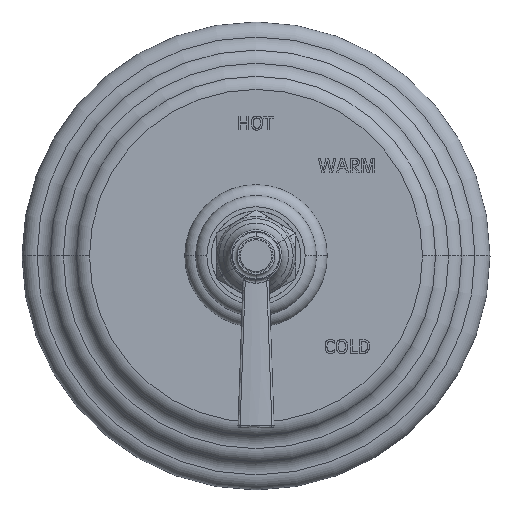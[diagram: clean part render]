
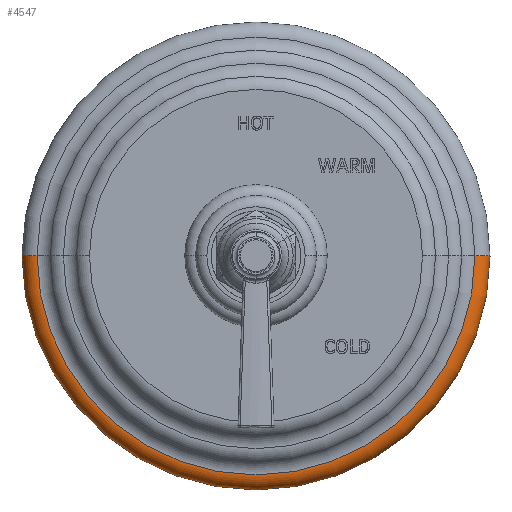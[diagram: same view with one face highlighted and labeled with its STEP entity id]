
A CAD part, top view. The second image highlights one B-rep face of the part: STEP entity #4547.
In plain terms, the highlighted toroidal (fillet/blend) face has major radius 92.075 mm and minor radius 6.35 mm.
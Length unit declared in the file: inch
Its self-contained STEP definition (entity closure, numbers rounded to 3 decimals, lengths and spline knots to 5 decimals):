
#2=CARTESIAN_POINT('',(0.,0.,0.));
#3=DIRECTION('',(0.,0.,-1.));
#4=DIRECTION('',(1.,0.,0.));
#5=AXIS2_PLACEMENT_3D('',#2,#3,#4);
#12=CARTESIAN_POINT('',(3.625,0.,0.));
#13=DIRECTION('',(0.,-1.,0.));
#14=DIRECTION('',(1.,0.,0.));
#15=AXIS2_PLACEMENT_3D('',#12,#13,#14);
#17=CARTESIAN_POINT('',(-3.625,0.,0.));
#18=DIRECTION('',(0.,1.,0.));
#19=DIRECTION('',(-1.,0.,0.));
#20=AXIS2_PLACEMENT_3D('',#17,#18,#19);
#37=CARTESIAN_POINT('',(0.,0.,0.25));
#38=DIRECTION('',(0.,0.,-1.));
#39=DIRECTION('',(1.,0.,0.));
#40=AXIS2_PLACEMENT_3D('',#37,#38,#39);
#3766=CARTESIAN_POINT('',(3.625,0.,0.25));
#3768=VERTEX_POINT('',#3766);
#3776=CARTESIAN_POINT('',(-3.625,0.,0.25));
#3778=VERTEX_POINT('',#3776);
#4350=CARTESIAN_POINT('',(3.875,0.,0.));
#4351=CARTESIAN_POINT('',(-3.875,0.,0.));
#4352=VERTEX_POINT('',#4350);
#4353=VERTEX_POINT('',#4351);
#4532=CARTESIAN_POINT('',(0.,0.,0.));
#4533=DIRECTION('',(0.,0.,-1.));
#4534=DIRECTION('',(-1.,0.,0.));
#4535=AXIS2_PLACEMENT_3D('',#4532,#4533,#4534);
#4536=TOROIDAL_SURFACE('',#4535,3.625,0.25);
#4538=ORIENTED_EDGE('',*,*,#4537,.T.);
#4540=ORIENTED_EDGE('',*,*,#4539,.T.);
#4542=ORIENTED_EDGE('',*,*,#4541,.F.);
#4544=ORIENTED_EDGE('',*,*,#4543,.F.);
#4545=EDGE_LOOP('',(#4538,#4540,#4542,#4544));
#4546=FACE_OUTER_BOUND('',#4545,.F.);
#4547=ADVANCED_FACE('',(#4546),#4536,.T.);
#6=CIRCLE('',#5,3.875);
#16=CIRCLE('',#15,0.25);
#21=CIRCLE('',#20,0.25);
#41=CIRCLE('',#40,3.625);
#4537=EDGE_CURVE('',#4352,#4353,#6,.T.);
#4539=EDGE_CURVE('',#4353,#3778,#21,.T.);
#4541=EDGE_CURVE('',#3768,#3778,#41,.T.);
#4543=EDGE_CURVE('',#4352,#3768,#16,.T.);
